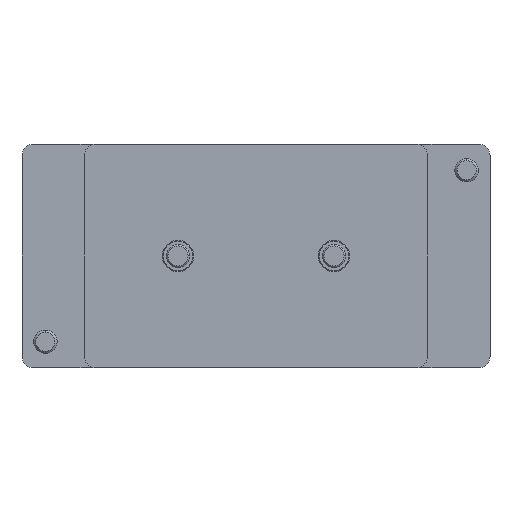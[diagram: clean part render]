
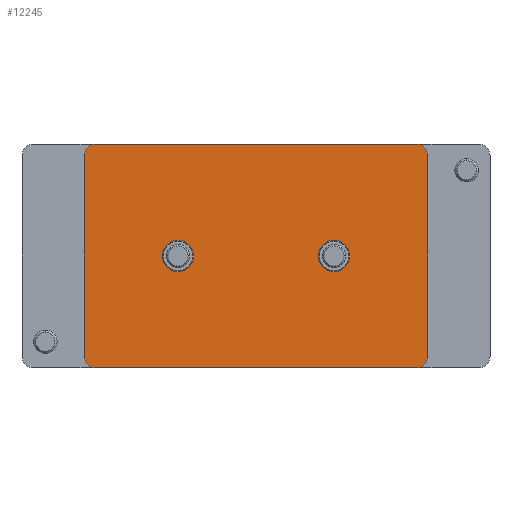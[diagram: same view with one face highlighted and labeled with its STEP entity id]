
A CAD part, front view. The second image highlights one B-rep face of the part: STEP entity #12245.
In plain terms, the highlighted planar face has unit normal (0, -1, 0).
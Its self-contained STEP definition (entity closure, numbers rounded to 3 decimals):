
#141 = CARTESIAN_POINT ( 'NONE',  ( -22., -6., -14.35 ) ) ;
#437 = CIRCLE ( 'NONE', #12728, 2. ) ;
#533 = VERTEX_POINT ( 'NONE', #13332 ) ;
#617 = DIRECTION ( 'NONE',  ( 0., -1., 0. ) ) ;
#669 = DIRECTION ( 'NONE',  ( 1., 0., 0. ) ) ;
#933 = AXIS2_PLACEMENT_3D ( 'NONE', #8714, #617, #1845 ) ;
#1221 = EDGE_CURVE ( 'NONE', #5456, #12761, #6235, .T. ) ;
#1255 = CIRCLE ( 'NONE', #14292, 2. ) ;
#1313 = ORIENTED_EDGE ( 'NONE', *, *, #5890, .T. ) ;
#1341 = DIRECTION ( 'NONE',  ( 0., 0., 1. ) ) ;
#1428 = PLANE ( 'NONE',  #14620 ) ;
#1451 = VECTOR ( 'NONE', #1341, 1000. ) ;
#1845 = DIRECTION ( 'NONE',  ( 1., 0., 0. ) ) ;
#1936 = VECTOR ( 'NONE', #3762, 1000. ) ;
#2153 = ORIENTED_EDGE ( 'NONE', *, *, #5629, .T. ) ;
#2281 = AXIS2_PLACEMENT_3D ( 'NONE', #8856, #13788, #4375 ) ;
#2452 = DIRECTION ( 'NONE',  ( 1., 0., 0. ) ) ;
#2508 = DIRECTION ( 'NONE',  ( 0., -1., 0. ) ) ;
#2743 = DIRECTION ( 'NONE',  ( 1., 0., 0. ) ) ;
#2759 = CARTESIAN_POINT ( 'NONE',  ( 22., -6., 12.85 ) ) ;
#2905 = EDGE_CURVE ( 'NONE', #533, #9073, #9864, .T. ) ;
#3171 = DIRECTION ( 'NONE',  ( 1., 0., 0. ) ) ;
#3221 = CARTESIAN_POINT ( 'NONE',  ( -10., -6., 2. ) ) ;
#3509 = CIRCLE ( 'NONE', #2281, 1.5 ) ;
#3538 = VERTEX_POINT ( 'NONE', #7379 ) ;
#3560 = VERTEX_POINT ( 'NONE', #2759 ) ;
#3601 = CARTESIAN_POINT ( 'NONE',  ( -20.5, -6., 12.85 ) ) ;
#3610 = LINE ( 'NONE', #12853, #13767 ) ;
#3646 = LINE ( 'NONE', #8362, #1451 ) ;
#3762 = DIRECTION ( 'NONE',  ( 1., 0., 0. ) ) ;
#3876 = ORIENTED_EDGE ( 'NONE', *, *, #4739, .T. ) ;
#4120 = ORIENTED_EDGE ( 'NONE', *, *, #2905, .T. ) ;
#4140 = ORIENTED_EDGE ( 'NONE', *, *, #5365, .F. ) ;
#4230 = CARTESIAN_POINT ( 'NONE',  ( 10., -6., 0. ) ) ;
#4241 = AXIS2_PLACEMENT_3D ( 'NONE', #3601, #4524, #2452 ) ;
#4375 = DIRECTION ( 'NONE',  ( 1., 0., 0. ) ) ;
#4393 = CARTESIAN_POINT ( 'NONE',  ( -22., -6., -12.85 ) ) ;
#4493 = EDGE_CURVE ( 'NONE', #12014, #533, #5468, .T. ) ;
#4524 = DIRECTION ( 'NONE',  ( 0., -1., 0. ) ) ;
#4609 = LINE ( 'NONE', #141, #1936 ) ;
#4739 = EDGE_CURVE ( 'NONE', #5444, #3560, #3646, .T. ) ;
#4796 = CARTESIAN_POINT ( 'NONE',  ( 20.5, -6., 12.85 ) ) ;
#5087 = AXIS2_PLACEMENT_3D ( 'NONE', #4796, #7120, #7198 ) ;
#5095 = CARTESIAN_POINT ( 'NONE',  ( 10., -6., -2. ) ) ;
#5168 = DIRECTION ( 'NONE',  ( 0., -1., 0. ) ) ;
#5301 = DIRECTION ( 'NONE',  ( 0., -1., 0. ) ) ;
#5365 = EDGE_CURVE ( 'NONE', #11433, #10208, #437, .T. ) ;
#5444 = VERTEX_POINT ( 'NONE', #14965 ) ;
#5456 = VERTEX_POINT ( 'NONE', #5926 ) ;
#5468 = CIRCLE ( 'NONE', #4241, 1.5 ) ;
#5629 = EDGE_CURVE ( 'NONE', #3538, #5444, #7582, .T. ) ;
#5713 = AXIS2_PLACEMENT_3D ( 'NONE', #13730, #10028, #3171 ) ;
#5890 = EDGE_CURVE ( 'NONE', #10195, #3538, #4609, .T. ) ;
#5924 = DIRECTION ( 'NONE',  ( -1., 0., 0. ) ) ;
#5926 = CARTESIAN_POINT ( 'NONE',  ( -10., -6., -2. ) ) ;
#6235 = CIRCLE ( 'NONE', #11139, 2. ) ;
#6986 = EDGE_CURVE ( 'NONE', #15213, #12014, #3610, .T. ) ;
#7120 = DIRECTION ( 'NONE',  ( 0., -1., 0. ) ) ;
#7178 = ORIENTED_EDGE ( 'NONE', *, *, #6986, .T. ) ;
#7198 = DIRECTION ( 'NONE',  ( 1., 0., 0. ) ) ;
#7379 = CARTESIAN_POINT ( 'NONE',  ( 20.5, -6., -14.35 ) ) ;
#7582 = CIRCLE ( 'NONE', #933, 1.5 ) ;
#7648 = EDGE_CURVE ( 'NONE', #10208, #11433, #1255, .T. ) ;
#7676 = DIRECTION ( 'NONE',  ( 0., -1., 0. ) ) ;
#7718 = CARTESIAN_POINT ( 'NONE',  ( 10., -6., 2. ) ) ;
#8362 = CARTESIAN_POINT ( 'NONE',  ( 22., -6., 14.35 ) ) ;
#8671 = EDGE_CURVE ( 'NONE', #3560, #15213, #14700, .T. ) ;
#8714 = CARTESIAN_POINT ( 'NONE',  ( 20.5, -6., -12.85 ) ) ;
#8856 = CARTESIAN_POINT ( 'NONE',  ( -20.5, -6., -12.85 ) ) ;
#8863 = DIRECTION ( 'NONE',  ( 1., 0., 0. ) ) ;
#8944 = CARTESIAN_POINT ( 'NONE',  ( 20.5, -6., 14.35 ) ) ;
#8998 = EDGE_LOOP ( 'NONE', ( #10152, #15138 ) ) ;
#9073 = VERTEX_POINT ( 'NONE', #4393 ) ;
#9075 = ORIENTED_EDGE ( 'NONE', *, *, #12823, .T. ) ;
#9517 = FACE_BOUND ( 'NONE', #8998, .T. ) ;
#9637 = DIRECTION ( 'NONE',  ( 0., 0., -1. ) ) ;
#9864 = LINE ( 'NONE', #11085, #13661 ) ;
#9948 = CARTESIAN_POINT ( 'NONE',  ( 10., -6., 0. ) ) ;
#10028 = DIRECTION ( 'NONE',  ( 0., -1., 0. ) ) ;
#10152 = ORIENTED_EDGE ( 'NONE', *, *, #11477, .F. ) ;
#10195 = VERTEX_POINT ( 'NONE', #13047 ) ;
#10208 = VERTEX_POINT ( 'NONE', #5095 ) ;
#10883 = FACE_OUTER_BOUND ( 'NONE', #12768, .T. ) ;
#11085 = CARTESIAN_POINT ( 'NONE',  ( -22., -6., 14.35 ) ) ;
#11139 = AXIS2_PLACEMENT_3D ( 'NONE', #13534, #7676, #669 ) ;
#11433 = VERTEX_POINT ( 'NONE', #7718 ) ;
#11477 = EDGE_CURVE ( 'NONE', #12761, #5456, #12366, .T. ) ;
#11819 = CARTESIAN_POINT ( 'NONE',  ( -22., -6., -14.35 ) ) ;
#11864 = ORIENTED_EDGE ( 'NONE', *, *, #4493, .T. ) ;
#12014 = VERTEX_POINT ( 'NONE', #13684 ) ;
#12245 = ADVANCED_FACE ( 'NONE', ( #9517, #12982, #10883 ), #1428, .T. ) ;
#12366 = CIRCLE ( 'NONE', #5713, 2. ) ;
#12728 = AXIS2_PLACEMENT_3D ( 'NONE', #4230, #5301, #8863 ) ;
#12761 = VERTEX_POINT ( 'NONE', #3221 ) ;
#12768 = EDGE_LOOP ( 'NONE', ( #7178, #11864, #4120, #9075, #1313, #2153, #3876, #13410 ) ) ;
#12823 = EDGE_CURVE ( 'NONE', #9073, #10195, #3509, .T. ) ;
#12853 = CARTESIAN_POINT ( 'NONE',  ( -22., -6., 14.35 ) ) ;
#12982 = FACE_BOUND ( 'NONE', #13925, .T. ) ;
#13047 = CARTESIAN_POINT ( 'NONE',  ( -20.5, -6., -14.35 ) ) ;
#13332 = CARTESIAN_POINT ( 'NONE',  ( -22., -6., 12.85 ) ) ;
#13410 = ORIENTED_EDGE ( 'NONE', *, *, #8671, .T. ) ;
#13534 = CARTESIAN_POINT ( 'NONE',  ( -10., -6., 0. ) ) ;
#13661 = VECTOR ( 'NONE', #9637, 1000. ) ;
#13684 = CARTESIAN_POINT ( 'NONE',  ( -20.5, -6., 14.35 ) ) ;
#13730 = CARTESIAN_POINT ( 'NONE',  ( -10., -6., 0. ) ) ;
#13767 = VECTOR ( 'NONE', #5924, 1000. ) ;
#13788 = DIRECTION ( 'NONE',  ( 0., -1., 0. ) ) ;
#13925 = EDGE_LOOP ( 'NONE', ( #4140, #14930 ) ) ;
#14292 = AXIS2_PLACEMENT_3D ( 'NONE', #9948, #5168, #14669 ) ;
#14620 = AXIS2_PLACEMENT_3D ( 'NONE', #11819, #2508, #2743 ) ;
#14669 = DIRECTION ( 'NONE',  ( 1., 0., 0. ) ) ;
#14700 = CIRCLE ( 'NONE', #5087, 1.5 ) ;
#14930 = ORIENTED_EDGE ( 'NONE', *, *, #7648, .F. ) ;
#14965 = CARTESIAN_POINT ( 'NONE',  ( 22., -6., -12.85 ) ) ;
#15138 = ORIENTED_EDGE ( 'NONE', *, *, #1221, .F. ) ;
#15213 = VERTEX_POINT ( 'NONE', #8944 ) ;
